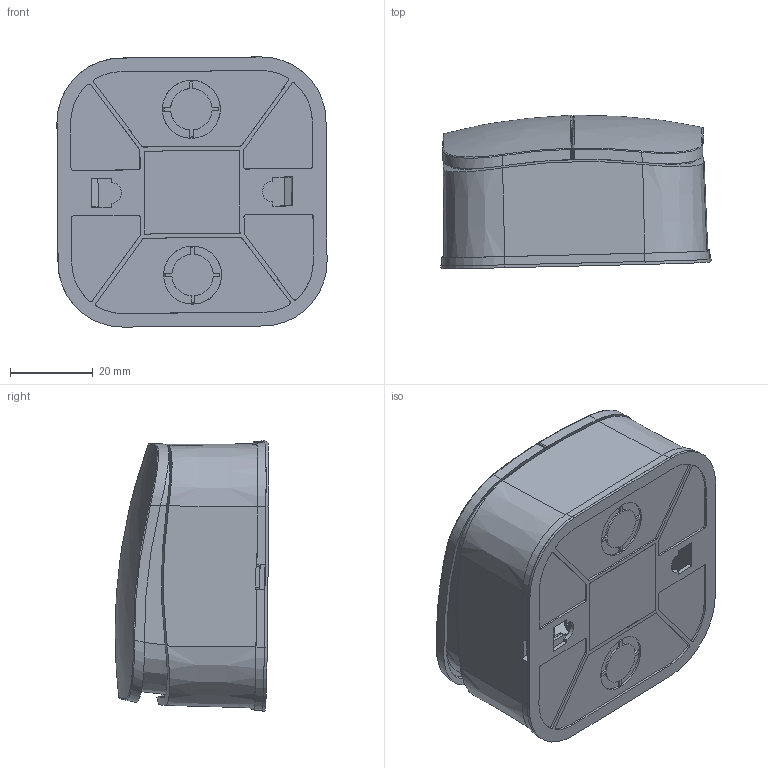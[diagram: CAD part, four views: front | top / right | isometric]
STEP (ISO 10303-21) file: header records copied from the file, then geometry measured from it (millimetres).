
FILE_DESCRIPTION (( 'STEP AP214' ), '1' );
FILE_NAME ('EVH20-K02-10(禖膹. 2 膹.).STEP', '2024-10-29T10:06:51', ( '' ), ( '' ), 'SwSTEP 2.0', 'SolidWorks 2022', '' );
FILE_SCHEMA (( 'AUTOMOTIVE_DESIGN' ));
Length unit declared in the file: millimetre
Products named in the file (4): 73F-1 2______.SLDASM.STEP; MANIFOLD_SOLID_BREP_388.STEP; 73F-1 ________.STEP; EVH20-K02-10(выкл. 2 кл.)
Assembly tree (3 placements, depth 2):
  EVH20-K02-10(выкл. 2 кл.)
    73F-1 ________.STEP
    MANIFOLD_SOLID_BREP_388.STEP
    73F-1 2______.SLDASM.STEP
Bounding box: 65.15 x 37.12 x 65.17 mm (x, y, z)
Volume: 25417.4 mm3; surface area: 42905.5 mm2
Topology: 4 solids, 4 shells, 1116 faces, 3175 edges, 2096 vertices
Faces by surface type: plane 780, cylinder 137, cone 128, bspline 63, sphere 8
Entity records: 40724 total; most frequent: CARTESIAN_POINT 12800, ORIENTED_EDGE 6350, DIRECTION 4976, EDGE_CURVE 3175, LINE 2114, VECTOR 2114, VERTEX_POINT 2096, AXIS2_PLACEMENT_3D 1431
